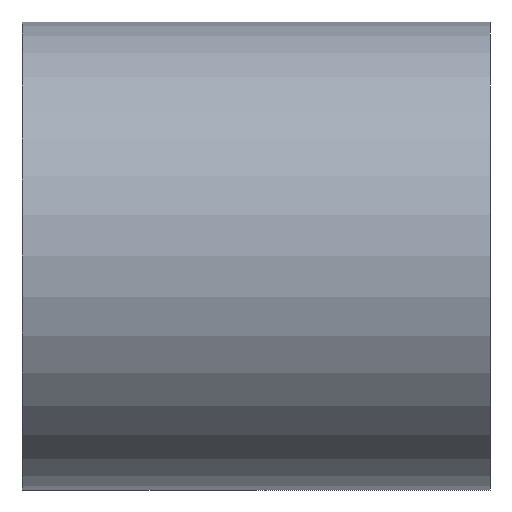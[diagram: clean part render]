
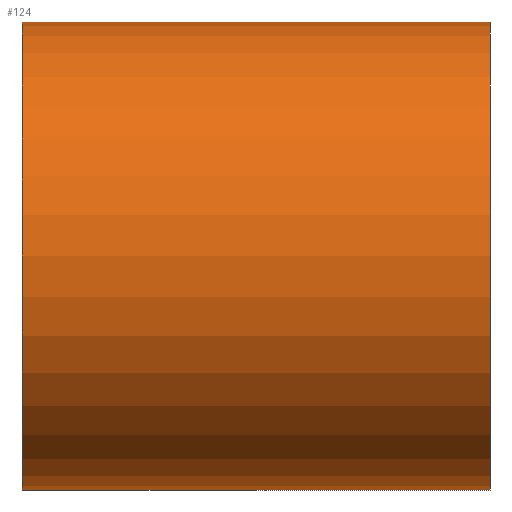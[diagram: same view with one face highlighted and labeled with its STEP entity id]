
A CAD part, left-side view. The second image highlights one B-rep face of the part: STEP entity #124.
In plain terms, the highlighted cylindrical face has radius 22 mm (diameter 44 mm), a partial arc.
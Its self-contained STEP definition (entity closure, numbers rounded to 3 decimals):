
#25=FACE_OUTER_BOUND('',#32,.T.);
#32=EDGE_LOOP('',(#101,#102,#103,#104));
#45=LINE('',#215,#56);
#46=LINE('',#221,#57);
#56=VECTOR('',#178,10.);
#57=VECTOR('',#185,10.);
#62=CIRCLE('',#154,22.);
#63=CIRCLE('',#155,22.);
#70=VERTEX_POINT('',#211);
#71=VERTEX_POINT('',#213);
#72=VERTEX_POINT('',#217);
#73=VERTEX_POINT('',#219);
#83=EDGE_CURVE('',#70,#71,#45,.T.);
#84=EDGE_CURVE('',#72,#70,#62,.T.);
#85=EDGE_CURVE('',#73,#71,#63,.T.);
#86=EDGE_CURVE('',#72,#73,#46,.T.);
#101=ORIENTED_EDGE('',*,*,#84,.T.);
#102=ORIENTED_EDGE('',*,*,#83,.T.);
#103=ORIENTED_EDGE('',*,*,#85,.F.);
#104=ORIENTED_EDGE('',*,*,#86,.F.);
#120=CYLINDRICAL_SURFACE('',#153,22.);
#124=ADVANCED_FACE('',(#25),#120,.T.);
#153=AXIS2_PLACEMENT_3D('',#216,#179,#180);
#154=AXIS2_PLACEMENT_3D('',#218,#181,#182);
#155=AXIS2_PLACEMENT_3D('',#220,#183,#184);
#178=DIRECTION('',(0.,1.,0.));
#179=DIRECTION('center_axis',(0.,1.,0.));
#180=DIRECTION('ref_axis',(0.,0.,-1.));
#181=DIRECTION('center_axis',(0.,1.,0.));
#182=DIRECTION('ref_axis',(0.,0.,-1.));
#183=DIRECTION('center_axis',(0.,1.,0.));
#184=DIRECTION('ref_axis',(0.,0.,-1.));
#185=DIRECTION('',(0.,1.,0.));
#211=CARTESIAN_POINT('',(0.,0.,22.));
#213=CARTESIAN_POINT('',(0.,44.,22.));
#215=CARTESIAN_POINT('',(0.,0.,22.));
#216=CARTESIAN_POINT('Origin',(0.,0.,0.));
#217=CARTESIAN_POINT('',(0.,0.,-22.));
#218=CARTESIAN_POINT('Origin',(0.,0.,0.));
#219=CARTESIAN_POINT('',(0.,44.,-22.));
#220=CARTESIAN_POINT('Origin',(0.,44.,0.));
#221=CARTESIAN_POINT('',(0.,0.,-22.));
